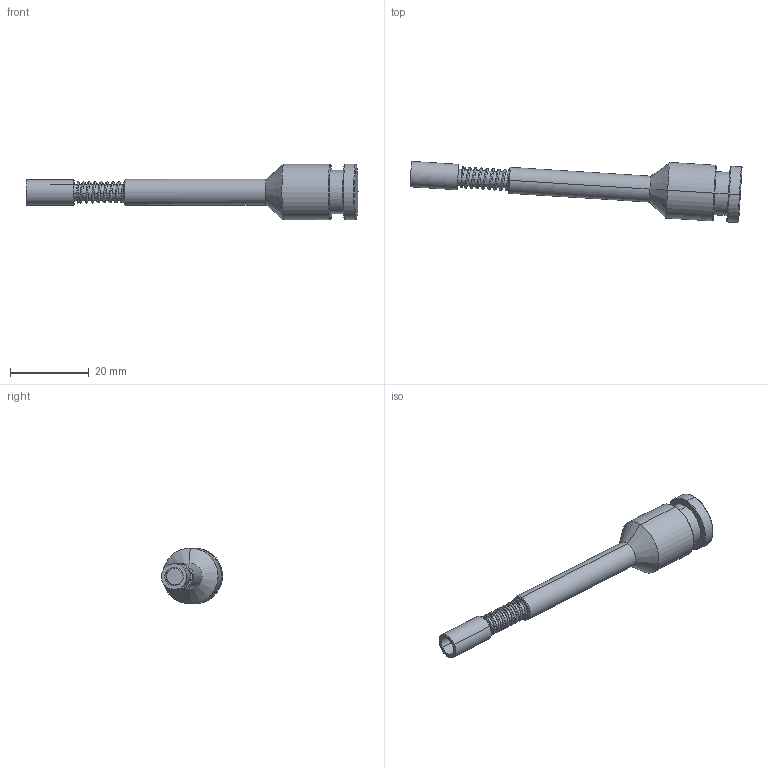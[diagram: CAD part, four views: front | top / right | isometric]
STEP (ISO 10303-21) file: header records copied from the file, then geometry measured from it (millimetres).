
FILE_DESCRIPTION (( 'STEP AP214' ), '1' );
FILE_NAME ('SO-2325 - POS-160.STEP', '2019-08-16T16:25:01', ( '' ), ( '' ), 'SwSTEP 2.0', 'SolidWorks 2019', '' );
FILE_SCHEMA (( 'AUTOMOTIVE_DESIGN' ));
Length unit declared in the file: millimetre
Products named in the file (10): OS-2325 - POS-161; OS-2325 - POS-164; OS-2325 - POS-163; OS-2325 - POS-162; SO-2325 - POS-160
Assembly tree (5 placements, depth 2):
  OS-2325 - POS-161
  OS-2325 - POS-162
  SO-2325 - POS-160
    OS-2325 - POS-162
    OS-2325 - POS-163
    OS-2325 - POS-161
    OS-2325 - POS-164
  OS-2325 - POS-163
  SO-2325 - POS-160
    OS-2325 - POS-164
Bounding box: 84.44 x 15.56 x 14.23 mm (x, y, z)
Volume: 4868.7 mm3; surface area: 3346.8 mm2
Topology: 4 solids, 4 shells, 61 faces, 119 edges, 72 vertices
Faces by surface type: cylinder 24, plane 15, cone 12, torus 8, bspline 2
Entity records: 4315 total; most frequent: CARTESIAN_POINT 2573, DIRECTION 332, ORIENTED_EDGE 236, AXIS2_PLACEMENT_3D 148, EDGE_CURVE 118, CIRCLE 78, EDGE_LOOP 72, VERTEX_POINT 70
